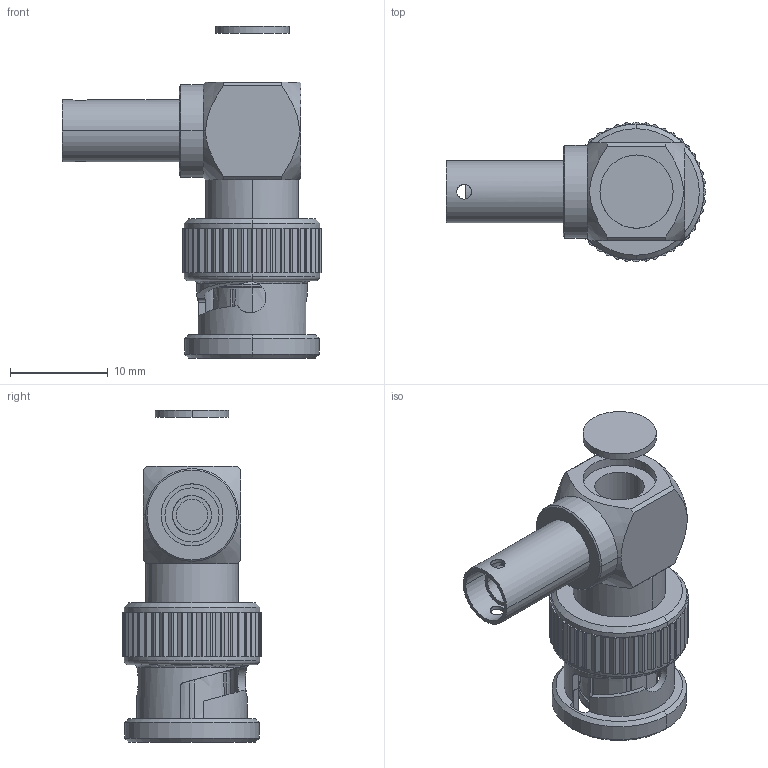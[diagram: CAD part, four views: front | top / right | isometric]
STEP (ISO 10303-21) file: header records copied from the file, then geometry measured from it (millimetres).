
FILE_DESCRIPTION (( 'STEP AP214' ), '1' );
FILE_NAME ('LCCN45877_3D.step', '2023-05-05T20:20:03', ( '' ), ( '' ), 'SwSTEP 2.0', 'SolidWorks 2022', '' );
FILE_SCHEMA (( 'AUTOMOTIVE_DESIGN' ));
Length unit declared in the file: metre
Products named in the file (1): LCCN45877_3D
Bounding box: 26.6 x 14.3 x 34.01 mm (x, y, z)
Volume: 2779.1 mm3; surface area: 3276.6 mm2
Topology: 2 solids, 2 shells, 436 faces, 1046 edges, 626 vertices
Faces by surface type: plane 245, cylinder 127, cone 46, torus 15, bspline 3
Entity records: 14275 total; most frequent: CARTESIAN_POINT 4254, DIRECTION 2130, ORIENTED_EDGE 2092, EDGE_CURVE 1046, AXIS2_PLACEMENT_3D 814, VERTEX_POINT 626, LINE 502, VECTOR 502
